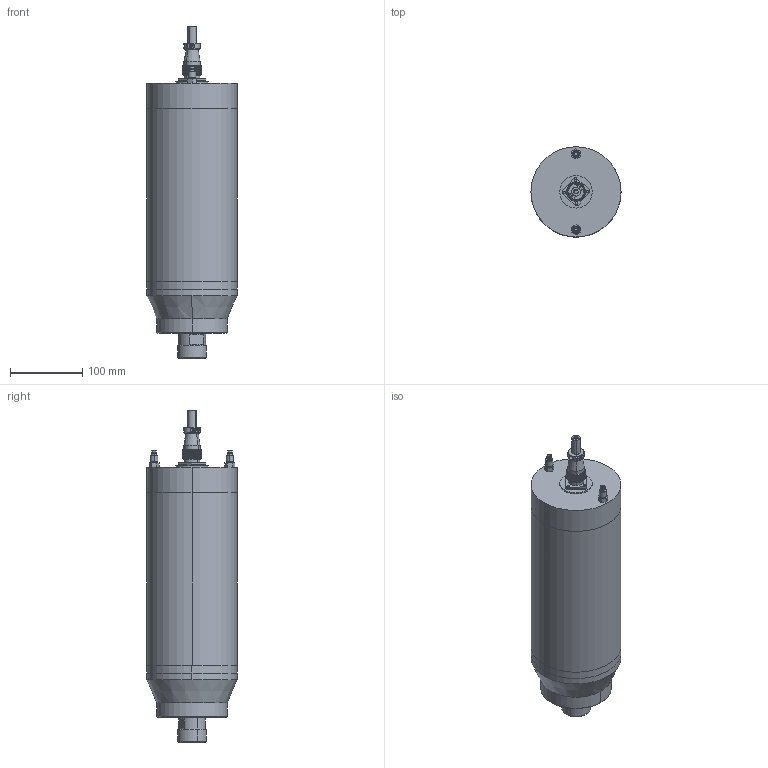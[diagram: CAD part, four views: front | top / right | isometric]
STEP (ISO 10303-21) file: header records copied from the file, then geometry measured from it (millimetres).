
FILE_DESCRIPTION (( 'STEP AP214' ), '1' );
FILE_NAME ('GDK125-24Z-6.5軞蚾.STEP', '2024-07-29T08:31:42', ( '00' ), ( '' ), 'SwSTEP 2.0', 'SolidWorks 2018', '' );
FILE_SCHEMA (( 'AUTOMOTIVE_DESIGN' ));
Length unit declared in the file: millimetre
Products named in the file (10): GDK120-9-18Z-4.0-8.0-6粣創釱; GDK120-9-18Z-4.0-8.0-6堤盄釱; GDK120-9-18Z-4.0-8.0-6粣芛; GBT823_M3℅10; GDK125-24Z-6.5軞蚾; WS20瑤脣芛; WS20瑤脣; GDK120-9-18Z-5.5-11-6儂褲253; WS20瑤脣釱; 阨郲30.5ㄗM8ㄘ_1
Assembly tree (11 placements, depth 3):
  GDK125-24Z-6.5軞蚾
    GDK120-9-18Z-4.0-8.0-6粣創釱
    GDK120-9-18Z-4.0-8.0-6粣芛
    GDK120-9-18Z-5.5-11-6儂褲253
    GDK120-9-18Z-4.0-8.0-6堤盄釱
    阨郲30.5ㄗM8ㄘ_1  x2
    WS20瑤脣
      WS20瑤脣釱
      WS20瑤脣芛
      GBT823_M3℅10  x2
Bounding box: 125 x 125 x 460.3 mm (x, y, z)
Volume: 4136185.5 mm3; surface area: 258185.3 mm2
Topology: 16 solids, 16 shells, 3161 faces, 7832 edges, 5165 vertices
Faces by surface type: plane 1300, cone 1031, cylinder 788, torus 21, sphere 12, bspline 9
Entity records: 98340 total; most frequent: CARTESIAN_POINT 24421, ORIENTED_EDGE 15376, DIRECTION 14368, EDGE_CURVE 7688, AXIS2_PLACEMENT_3D 5822, VERTEX_POINT 5095, EDGE_LOOP 3631, ADVANCED_FACE 3108
